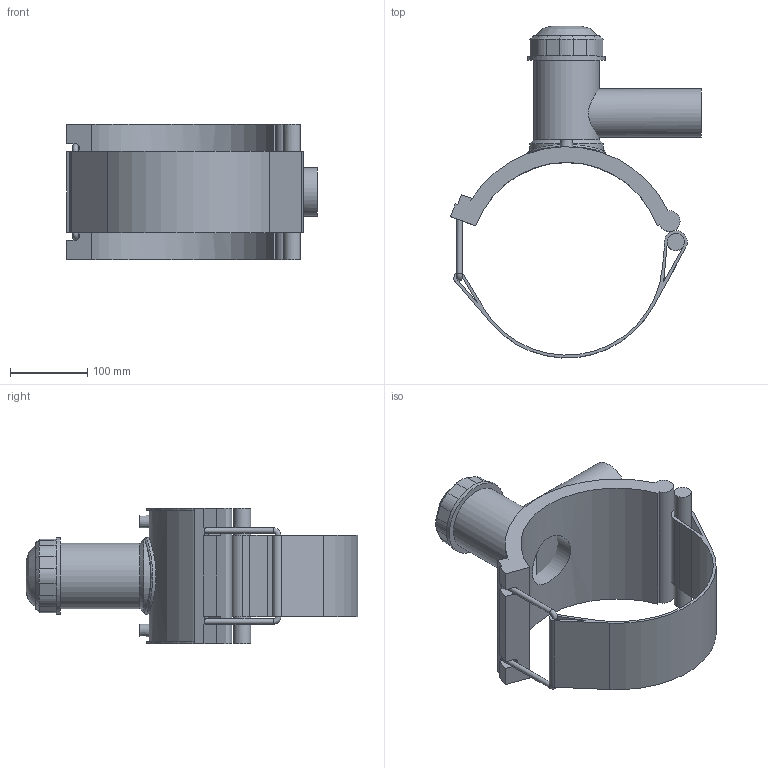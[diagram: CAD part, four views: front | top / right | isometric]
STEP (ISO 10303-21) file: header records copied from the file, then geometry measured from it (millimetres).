
FILE_DESCRIPTION(/* description */ ('PLASSON TAPPING SADDLE 250x63'),/* implementation_level */ '2;1');
FILE_NAME(/* name */ '496304250063.ipt.stp',/* time_stamp */ '2018-05-02T16:16:37+03:00',/* author */ ('KIM'),/* organization */ (''),/* preprocessor_version */ 'ST-DEVELOPER v15.6',/* originating_system */ 'Autodesk Inventor 2015',/* authorisation */ '');
FILE_SCHEMA (('CONFIG_CONTROL_DESIGN','AUTOMOTIVE_DESIGN { 1 0 10303 214 3 1 1 }'));
Length unit declared in the file: millimetre
Products named in the file (1): 496304250063
Bounding box: 325.35 x 430.55 x 176 mm (x, y, z)
Volume: 2062036.9 mm3; surface area: 411269.8 mm2
Topology: 1 solids, 1 shells, 121 faces, 297 edges, 186 vertices
Faces by surface type: plane 68, cylinder 38, cone 11, bspline 2, torus 2
Full cylindrical faces by diameter (mm): 4 x2, 7 x2, 10 x2, 22.115 x1, 50.4 x1, 63 x1, 70 x1, 85 x1, 95 x1, 100 x2
Entity records: 3951 total; most frequent: CARTESIAN_POINT 1146, DIRECTION 587, ORIENTED_EDGE 540, EDGE_CURVE 269, AXIS2_PLACEMENT_3D 213, VERTEX_POINT 178, LINE 161, VECTOR 161
